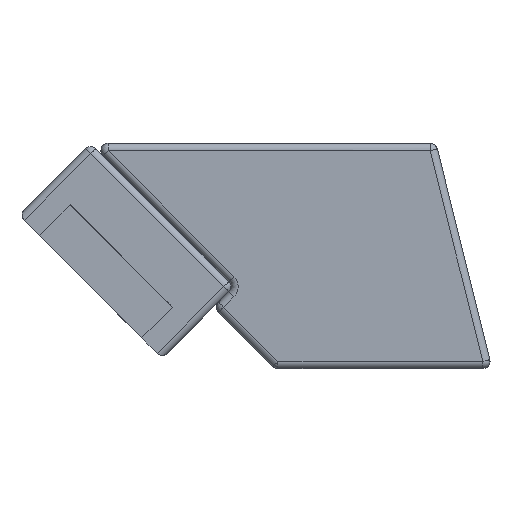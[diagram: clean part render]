
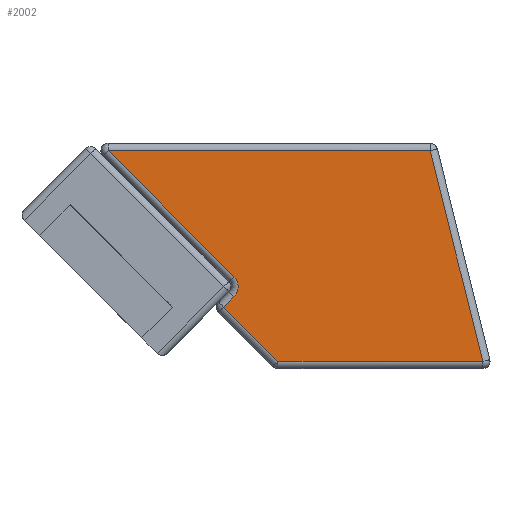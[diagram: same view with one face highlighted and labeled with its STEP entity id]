
A CAD part, left-side view. The second image highlights one B-rep face of the part: STEP entity #2002.
In plain terms, the highlighted planar face has unit normal (-1, 0, 0).
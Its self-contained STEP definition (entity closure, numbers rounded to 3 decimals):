
#1786=CARTESIAN_POINT('Vertex',(0.,-10.731,15.056)) ;
#1811=CARTESIAN_POINT('Vertex',(0.,-14.36,0.5)) ;
#1814=CARTESIAN_POINT('Line Origine',(0.,-12.574,7.663)) ;
#1948=CARTESIAN_POINT('Axis2P3D Location',(0.,0.,0.)) ;
#1953=CARTESIAN_POINT('Line Origine',(0.,0.395,15.056)) ;
#1957=CARTESIAN_POINT('Vertex',(0.,11.521,15.056)) ;
#1960=CARTESIAN_POINT('Line Origine',(0.,7.175,10.71)) ;
#1964=CARTESIAN_POINT('Vertex',(0.,2.828,6.364)) ;
#1967=CARTESIAN_POINT('Axis2P3D Location',(0.,3.536,5.657)) ;
#1971=CARTESIAN_POINT('Vertex',(0.,2.828,4.95)) ;
#1974=CARTESIAN_POINT('Line Origine',(0.,3.182,4.596)) ;
#1978=CARTESIAN_POINT('Vertex',(0.,3.536,4.243)) ;
#1981=CARTESIAN_POINT('Line Origine',(0.,1.664,2.371)) ;
#1985=CARTESIAN_POINT('Vertex',(0.,-0.207,0.5)) ;
#1988=CARTESIAN_POINT('Line Origine',(0.,-7.284,0.5)) ;
#1815=DIRECTION('Vector Direction',(0.,-0.242,-0.97)) ;
#1949=DIRECTION('Axis2P3D Direction',(1.,0.,0.)) ;
#1950=DIRECTION('Axis2P3D XDirection',(0.,1.,0.)) ;
#1954=DIRECTION('Vector Direction',(0.,-1.,0.)) ;
#1961=DIRECTION('Vector Direction',(0.,-0.707,-0.707)) ;
#1968=DIRECTION('Axis2P3D Direction',(1.,0.,0.)) ;
#1975=DIRECTION('Vector Direction',(0.,-0.707,0.707)) ;
#1982=DIRECTION('Vector Direction',(0.,0.707,0.707)) ;
#1989=DIRECTION('Vector Direction',(0.,-1.,0.)) ;
#1951=AXIS2_PLACEMENT_3D('Plane Axis2P3D',#1948,#1949,#1950) ;
#1969=AXIS2_PLACEMENT_3D('Circle Axis2P3D',#1967,#1968,$) ;
#1994=ORIENTED_EDGE('',*,*,#1818,.T.) ;
#1995=ORIENTED_EDGE('',*,*,#1959,.F.) ;
#1996=ORIENTED_EDGE('',*,*,#1966,.T.) ;
#1997=ORIENTED_EDGE('',*,*,#1973,.T.) ;
#1998=ORIENTED_EDGE('',*,*,#1980,.T.) ;
#1999=ORIENTED_EDGE('',*,*,#1987,.F.) ;
#2000=ORIENTED_EDGE('',*,*,#1992,.F.) ;
#1816=VECTOR('Line Direction',#1815,1.) ;
#1955=VECTOR('Line Direction',#1954,1.) ;
#1962=VECTOR('Line Direction',#1961,1.) ;
#1976=VECTOR('Line Direction',#1975,1.) ;
#1983=VECTOR('Line Direction',#1982,1.) ;
#1990=VECTOR('Line Direction',#1989,1.) ;
#2002=ADVANCED_FACE('Hauptk\X2\00F6\X0\rper',(#2001),#1952,.F.) ;
#1970=CIRCLE('generated circle',#1969,1.) ;
#1818=EDGE_CURVE('',#1812,#1787,#1817,.F.) ;
#1959=EDGE_CURVE('',#1958,#1787,#1956,.T.) ;
#1966=EDGE_CURVE('',#1958,#1965,#1963,.T.) ;
#1973=EDGE_CURVE('',#1965,#1972,#1970,.T.) ;
#1980=EDGE_CURVE('',#1972,#1979,#1977,.F.) ;
#1987=EDGE_CURVE('',#1986,#1979,#1984,.T.) ;
#1992=EDGE_CURVE('',#1812,#1986,#1991,.F.) ;
#1993=EDGE_LOOP('',(#1994,#1995,#1996,#1997,#1998,#1999,#2000)) ;
#2001=FACE_OUTER_BOUND('',#1993,.T.) ;
#1817=LINE('Line',#1814,#1816) ;
#1956=LINE('Line',#1953,#1955) ;
#1963=LINE('Line',#1960,#1962) ;
#1977=LINE('Line',#1974,#1976) ;
#1984=LINE('Line',#1981,#1983) ;
#1991=LINE('Line',#1988,#1990) ;
#1952=PLANE('Plane',#1951) ;
#1787=VERTEX_POINT('',#1786) ;
#1812=VERTEX_POINT('',#1811) ;
#1958=VERTEX_POINT('',#1957) ;
#1965=VERTEX_POINT('',#1964) ;
#1972=VERTEX_POINT('',#1971) ;
#1979=VERTEX_POINT('',#1978) ;
#1986=VERTEX_POINT('',#1985) ;
